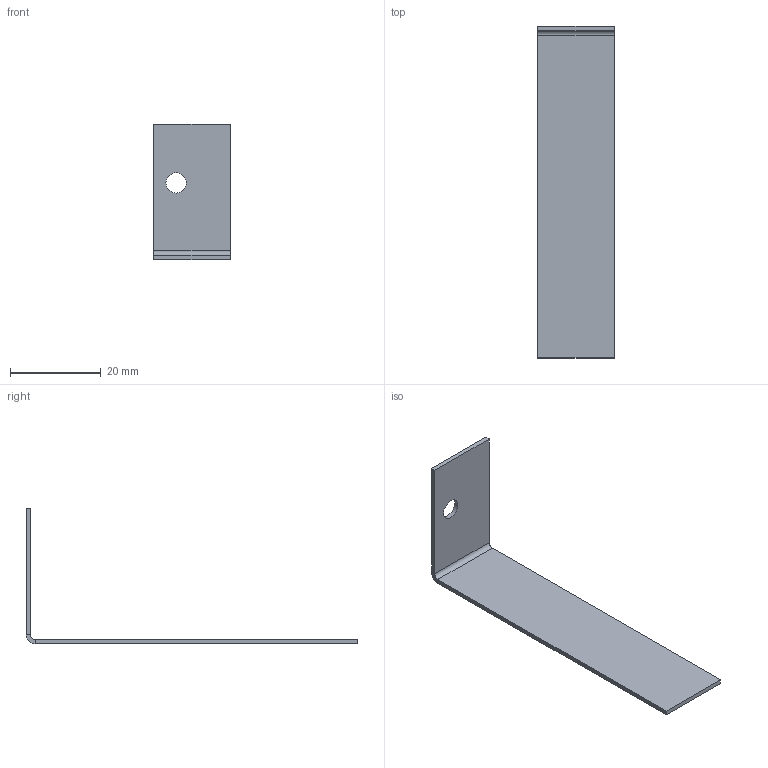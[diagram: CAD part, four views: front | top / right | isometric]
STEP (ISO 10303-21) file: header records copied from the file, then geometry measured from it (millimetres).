
FILE_DESCRIPTION(('FreeCAD Model'),'2;1');
FILE_NAME('Open CASCADE Shape Model','2024-11-18T10:52:19',(''),(''), 'Open CASCADE STEP processor 7.6','FreeCAD','Unknown');
FILE_SCHEMA(('AUTOMOTIVE_DESIGN { 1 0 10303 214 1 1 1 1 }'));
Length unit declared in the file: millimetre
Products named in the file (1): Hole
Bounding box: 17 x 73.3 x 30 mm (x, y, z)
Volume: 1712.3 mm3; surface area: 3676 mm2
Topology: 1 solids, 1 shells, 15 faces, 31 edges, 18 vertices
Faces by surface type: plane 12, cylinder 3
Full cylindrical faces by diameter (mm): 4.5 x1
Entity records: 413 total; most frequent: DIRECTION 69, CARTESIAN_POINT 65, ORIENTED_EDGE 62, EDGE_CURVE 31, LINE 25, VECTOR 25, AXIS2_PLACEMENT_3D 22, VERTEX_POINT 18
